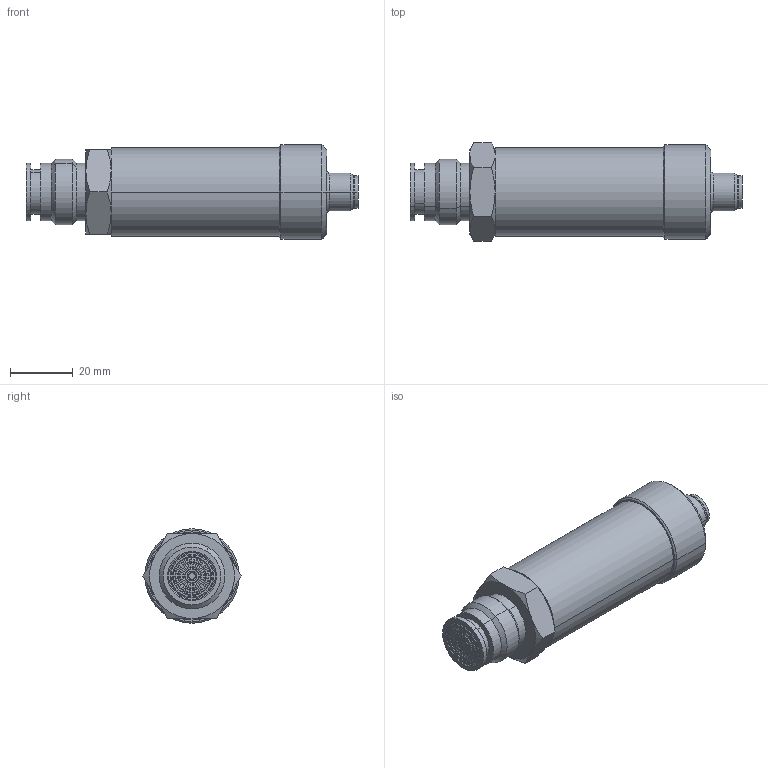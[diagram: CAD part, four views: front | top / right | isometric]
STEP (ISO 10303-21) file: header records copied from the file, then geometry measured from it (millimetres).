
FILE_DESCRIPTION(('Creo Elements/Direct Modeling STEP Export'),'2;1');
FILE_NAME('PR3850BxxxxBA.stp','2018-01-11T15:43:39',(''),(''),'PTC Creo Elements/Direct Modeling STEP processor for AP214 (Solid Model)','PTC Creo Elements/Direct Modeling 19.0E 27-Jun-2016 (C) Parametric Technology GmbH','');
FILE_SCHEMA(('AUTOMOTIVE_DESIGN { 1 0 10303 214 1 1 1 1 }'));
Length unit declared in the file: millimetre
Products named in the file (2): PR3850BxxxxBA
Assembly tree (1 placements, depth 2):
  PR3850BxxxxBA
    PR3850BxxxxBA
Bounding box: 105.55 x 31.18 x 30 mm (x, y, z)
Volume: 54311.4 mm3; surface area: 10349.6 mm2
Topology: 1 solids, 1 shells, 140 faces, 324 edges, 197 vertices
Faces by surface type: plane 45, cylinder 37, torus 30, cone 24, sphere 4
Entity records: 4257 total; most frequent: CARTESIAN_POINT 880, ORIENTED_EDGE 632, DIRECTION 604, EDGE_CURVE 316, AXIS2_PLACEMENT_3D 248, VERTEX_POINT 197, EDGE_LOOP 159, FACE_OUTER_BOUND 140
